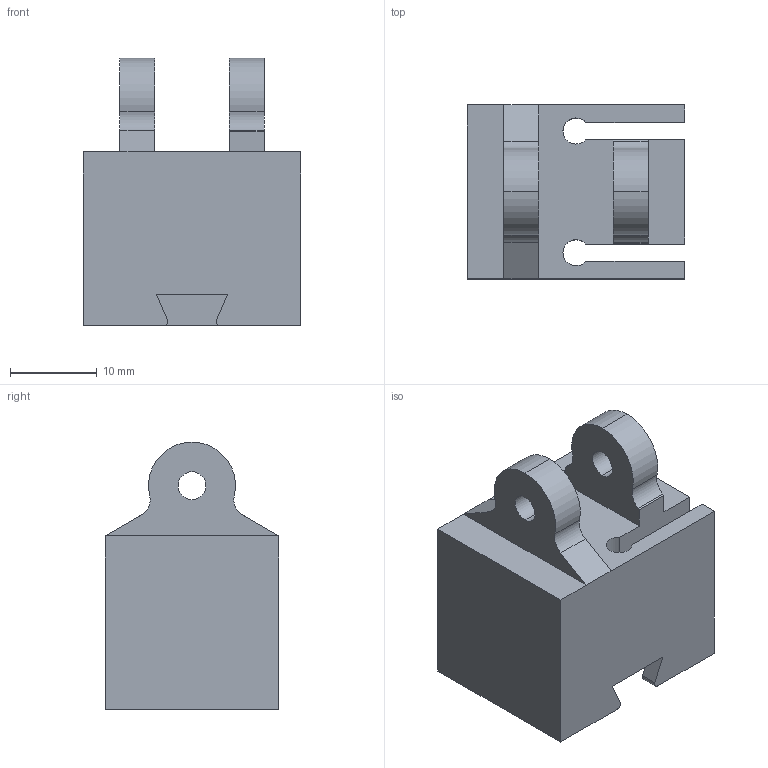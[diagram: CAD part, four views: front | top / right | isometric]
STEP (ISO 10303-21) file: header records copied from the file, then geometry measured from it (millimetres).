
FILE_DESCRIPTION (( 'STEP AP203' ), '1' );
FILE_NAME ('LOW_PART_Default_sldprt.STEP', '2018-06-26T05:25:37', ( '' ), ( '' ), 'SwSTEP 2.0', 'SolidWorks 2017', '' );
FILE_SCHEMA (( 'CONFIG_CONTROL_DESIGN' ));
Length unit declared in the file: millimetre
Products named in the file (1): LOW_PART_Default_sldprt
Bounding box: 25 x 20 x 30.77 mm (x, y, z)
Volume: 9255.6 mm3; surface area: 4533.4 mm2
Topology: 1 solids, 1 shells, 53 faces, 143 edges, 94 vertices
Faces by surface type: plane 30, cylinder 23
Entity records: 1756 total; most frequent: DIRECTION 297, CARTESIAN_POINT 291, ORIENTED_EDGE 286, EDGE_CURVE 143, AXIS2_PLACEMENT_3D 100, VECTOR 97, LINE 97, VERTEX_POINT 94
